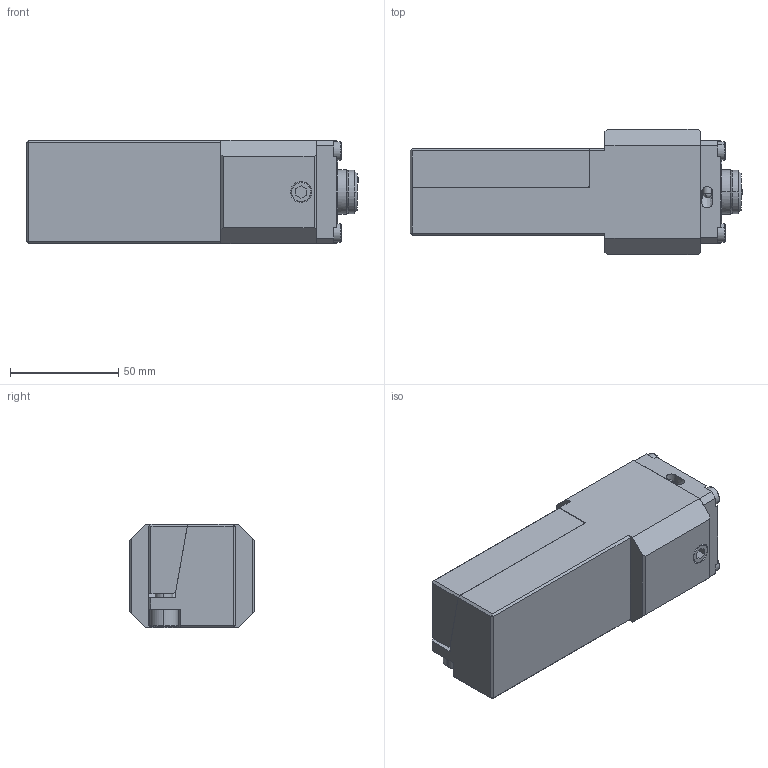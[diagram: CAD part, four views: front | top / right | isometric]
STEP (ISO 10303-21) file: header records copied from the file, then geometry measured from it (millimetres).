
FILE_DESCRIPTION (( 'STEP AP214' ), '1' );
FILE_NAME ('RER.HA4.V20.144.STEP', '2024-12-11T11:52:09', ( '' ), ( '' ), 'SwSTEP 2.0', 'SolidWorks 2022', '' );
FILE_SCHEMA (( 'AUTOMOTIVE_DESIGN' ));
Length unit declared in the file: millimetre
Products named in the file (19): DIN 7984 - M5 x 16; RER-HA4.V20.140-11_A; RER-ER1.V32.083_A; HA4-ER1.001.000; DIN 916 - G1-8 x 8; ISO 13337 - 3 x 14_PreviewCfg; DIN 3771 - 36x2; U40-HA4.001.010_für Eppinger Revolverböcke; GrundkörperHSK40; Stift; ISO 4762 - M8 x 35; U40-HA4.001.010_A; Spindel; Dichtung; ISO 4026 - M5 x 4_PreviewCfg; RER.HA4.V20.144; Backe; GN 610 - 4 x 14; DIN 3771 - 12x1.5
Assembly tree (26 placements, depth 4):
  RER.HA4.V20.144
    RER-HA4.V20.140-11_A
    U40-HA4.001.010_für Eppinger Revolverböcke
      U40-HA4.001.010_A
      HA4-ER1.001.000
        Dichtung
        DIN 3771 - 12x1.5
        Backe  x2
        Stift
        GrundkörperHSK40
        Spindel
      ISO 13337 - 3 x 14_PreviewCfg
      DIN 3771 - 36x2  x2
      GN 610 - 4 x 14
      ISO 4026 - M5 x 4_PreviewCfg
      DIN 7984 - M5 x 16  x4
    RER-ER1.V32.083_A
    ISO 4762 - M8 x 35  x3
    DIN 916 - G1-8 x 8  x2
Bounding box: 153.26 x 58 x 48 mm (x, y, z)
Volume: 292635.7 mm3; surface area: 81899.6 mm2
Topology: 24 solids, 24 shells, 715 faces, 1735 edges, 1056 vertices
Faces by surface type: plane 300, cylinder 205, cone 137, torus 64, bspline 7, sphere 2
Entity records: 19967 total; most frequent: CARTESIAN_POINT 5285, DIRECTION 2977, ORIENTED_EDGE 2698, EDGE_CURVE 1349, AXIS2_PLACEMENT_3D 1137, VERTEX_POINT 851, VECTOR 703, LINE 703
